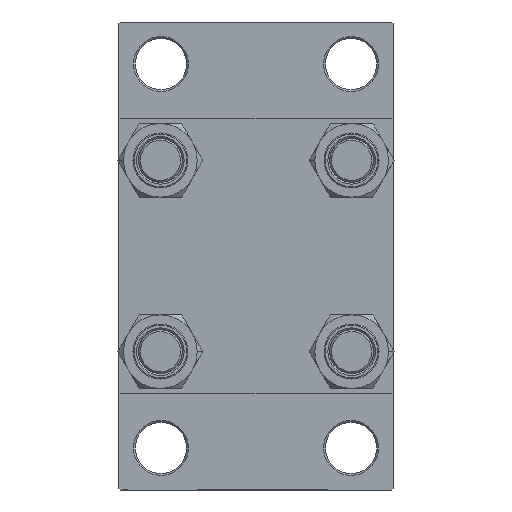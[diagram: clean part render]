
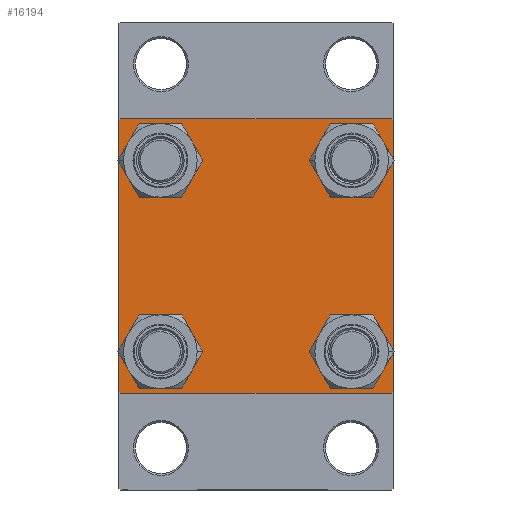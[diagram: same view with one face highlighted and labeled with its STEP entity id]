
A CAD part, left-side view. The second image highlights one B-rep face of the part: STEP entity #16194.
In plain terms, the highlighted planar face has unit normal (-1, 0, 0).
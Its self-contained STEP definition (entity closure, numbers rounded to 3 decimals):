
#54 = DIRECTION ( 'NONE',  ( 1., 0., 0. ) ) ;
#900 = EDGE_LOOP ( 'NONE', ( #41198, #13424 ) ) ;
#1566 = ORIENTED_EDGE ( 'NONE', *, *, #18605, .T. ) ;
#1697 = DIRECTION ( 'NONE',  ( 1., 0., 0. ) ) ;
#1882 = DIRECTION ( 'NONE',  ( 0., -1., 0. ) ) ;
#1901 = EDGE_CURVE ( 'NONE', #40726, #8310, #12636, .T. ) ;
#2466 = EDGE_CURVE ( 'NONE', #39417, #33451, #47126, .T. ) ;
#2589 = LINE ( 'NONE', #28176, #19974 ) ;
#2853 = EDGE_CURVE ( 'NONE', #12908, #26490, #34796, .T. ) ;
#2873 = EDGE_CURVE ( 'NONE', #39417, #26446, #14618, .T. ) ;
#3146 = AXIS2_PLACEMENT_3D ( 'NONE', #28668, #43641, #43171 ) ;
#3176 = CARTESIAN_POINT ( 'NONE',  ( 0., -26.15, -26.15 ) ) ;
#3566 = EDGE_CURVE ( 'NONE', #37252, #33739, #3568, .T. ) ;
#3568 = CIRCLE ( 'NONE', #33300, 6.5 ) ;
#3814 = CARTESIAN_POINT ( 'NONE',  ( 0., 0., 0. ) ) ;
#4490 = VERTEX_POINT ( 'NONE', #45257 ) ;
#4520 = DIRECTION ( 'NONE',  ( 0., 0., -1. ) ) ;
#4868 = DIRECTION ( 'NONE',  ( 0., 0., -1. ) ) ;
#5739 = EDGE_CURVE ( 'NONE', #26490, #12908, #24212, .T. ) ;
#6179 = AXIS2_PLACEMENT_3D ( 'NONE', #3814, #21752, #43894 ) ;
#6377 = CARTESIAN_POINT ( 'NONE',  ( 0., -26.15, -26.15 ) ) ;
#6486 = CARTESIAN_POINT ( 'NONE',  ( 0., 37.5, 37.5 ) ) ;
#7254 = DIRECTION ( 'NONE',  ( 1., 0., 0. ) ) ;
#7615 = PLANE ( 'NONE',  #6179 ) ;
#7701 = CARTESIAN_POINT ( 'NONE',  ( 0., 37., 37.5 ) ) ;
#7848 = FACE_BOUND ( 'NONE', #22875, .T. ) ;
#8310 = VERTEX_POINT ( 'NONE', #15370 ) ;
#8562 = CARTESIAN_POINT ( 'NONE',  ( 0., -37.5, 37.5 ) ) ;
#10242 = DIRECTION ( 'NONE',  ( 0., 0., 1. ) ) ;
#10657 = EDGE_CURVE ( 'NONE', #20372, #46706, #28337, .T. ) ;
#11490 = VERTEX_POINT ( 'NONE', #25119 ) ;
#11628 = CARTESIAN_POINT ( 'NONE',  ( 0., 37.5, 37. ) ) ;
#11690 = DIRECTION ( 'NONE',  ( 0., 0.707, 0.707 ) ) ;
#11848 = AXIS2_PLACEMENT_3D ( 'NONE', #28840, #43339, #40006 ) ;
#12481 = ORIENTED_EDGE ( 'NONE', *, *, #15406, .T. ) ;
#12636 = CIRCLE ( 'NONE', #39306, 6.5 ) ;
#12908 = VERTEX_POINT ( 'NONE', #36802 ) ;
#12953 = ORIENTED_EDGE ( 'NONE', *, *, #31231, .F. ) ;
#13214 = VECTOR ( 'NONE', #11690, 1000. ) ;
#13424 = ORIENTED_EDGE ( 'NONE', *, *, #5739, .T. ) ;
#13508 = DIRECTION ( 'NONE',  ( 0., -0.707, -0.707 ) ) ;
#14129 = CIRCLE ( 'NONE', #11848, 6.5 ) ;
#14322 = ORIENTED_EDGE ( 'NONE', *, *, #28542, .T. ) ;
#14618 = LINE ( 'NONE', #6486, #24903 ) ;
#15370 = CARTESIAN_POINT ( 'NONE',  ( 0., 26.15, 19.65 ) ) ;
#15406 = EDGE_CURVE ( 'NONE', #4490, #38316, #43528, .T. ) ;
#15547 = CARTESIAN_POINT ( 'NONE',  ( 0., -37.5, 37. ) ) ;
#16071 = VERTEX_POINT ( 'NONE', #15547 ) ;
#16194 = ADVANCED_FACE ( 'NONE', ( #33182, #40326, #29156, #7848, #28925 ), #7615, .T. ) ;
#16933 = CARTESIAN_POINT ( 'NONE',  ( 0., 26.15, 32.65 ) ) ;
#17259 = DIRECTION ( 'NONE',  ( 1., 0., 0. ) ) ;
#17315 = DIRECTION ( 'NONE',  ( 0., 0.707, -0.707 ) ) ;
#18015 = ORIENTED_EDGE ( 'NONE', *, *, #2466, .T. ) ;
#18230 = DIRECTION ( 'NONE',  ( 0., 0., 1. ) ) ;
#18478 = EDGE_CURVE ( 'NONE', #38316, #4490, #26966, .T. ) ;
#18547 = EDGE_CURVE ( 'NONE', #11490, #40534, #37349, .T. ) ;
#18605 = EDGE_CURVE ( 'NONE', #33451, #20372, #37582, .T. ) ;
#18981 = CARTESIAN_POINT ( 'NONE',  ( 0., -37.25, -37.25 ) ) ;
#19139 = EDGE_CURVE ( 'NONE', #16071, #26446, #44374, .T. ) ;
#19314 = VECTOR ( 'NONE', #33070, 1000. ) ;
#19543 = AXIS2_PLACEMENT_3D ( 'NONE', #43243, #17259, #24455 ) ;
#19974 = VECTOR ( 'NONE', #1882, 1000. ) ;
#20193 = EDGE_LOOP ( 'NONE', ( #38659, #32493 ) ) ;
#20372 = VERTEX_POINT ( 'NONE', #31035 ) ;
#20902 = CARTESIAN_POINT ( 'NONE',  ( 0., -37.5, -37. ) ) ;
#21410 = CARTESIAN_POINT ( 'NONE',  ( 0., 37.25, -37.25 ) ) ;
#21653 = CARTESIAN_POINT ( 'NONE',  ( 0., 26.15, -19.65 ) ) ;
#21752 = DIRECTION ( 'NONE',  ( -1., 0., 0. ) ) ;
#22346 = CARTESIAN_POINT ( 'NONE',  ( 0., 37.5, 37.5 ) ) ;
#22702 = LINE ( 'NONE', #8562, #43169 ) ;
#22875 = EDGE_LOOP ( 'NONE', ( #46238, #14322 ) ) ;
#23892 = AXIS2_PLACEMENT_3D ( 'NONE', #46654, #7254, #28563 ) ;
#24212 = CIRCLE ( 'NONE', #31799, 6.5 ) ;
#24455 = DIRECTION ( 'NONE',  ( 0., 0., 1. ) ) ;
#24840 = ORIENTED_EDGE ( 'NONE', *, *, #10657, .T. ) ;
#24903 = VECTOR ( 'NONE', #43002, 1000. ) ;
#25119 = CARTESIAN_POINT ( 'NONE',  ( 0., -37., -37.5 ) ) ;
#25174 = DIRECTION ( 'NONE',  ( 1., 0., 0. ) ) ;
#25430 = VECTOR ( 'NONE', #4868, 1000. ) ;
#25730 = ORIENTED_EDGE ( 'NONE', *, *, #18478, .T. ) ;
#25820 = CARTESIAN_POINT ( 'NONE',  ( 0., -37.25, 37.25 ) ) ;
#25849 = ORIENTED_EDGE ( 'NONE', *, *, #18547, .T. ) ;
#25885 = CARTESIAN_POINT ( 'NONE',  ( 0., -26.15, 26.15 ) ) ;
#26446 = VERTEX_POINT ( 'NONE', #46431 ) ;
#26490 = VERTEX_POINT ( 'NONE', #32369 ) ;
#26966 = CIRCLE ( 'NONE', #23892, 6.5 ) ;
#27110 = CARTESIAN_POINT ( 'NONE',  ( 0., -26.15, -19.65 ) ) ;
#27320 = VECTOR ( 'NONE', #13508, 1000. ) ;
#27640 = CIRCLE ( 'NONE', #46632, 6.5 ) ;
#28176 = CARTESIAN_POINT ( 'NONE',  ( 0., 37.5, -37.5 ) ) ;
#28337 = LINE ( 'NONE', #21410, #27320 ) ;
#28542 = EDGE_CURVE ( 'NONE', #8310, #40726, #14129, .T. ) ;
#28563 = DIRECTION ( 'NONE',  ( 0., 0., 1. ) ) ;
#28668 = CARTESIAN_POINT ( 'NONE',  ( 0., 26.15, -26.15 ) ) ;
#28840 = CARTESIAN_POINT ( 'NONE',  ( 0., 26.15, 26.15 ) ) ;
#28925 = FACE_OUTER_BOUND ( 'NONE', #45868, .T. ) ;
#29156 = FACE_BOUND ( 'NONE', #44654, .T. ) ;
#30301 = ORIENTED_EDGE ( 'NONE', *, *, #19139, .T. ) ;
#31035 = CARTESIAN_POINT ( 'NONE',  ( 0., 37.5, -37. ) ) ;
#31231 = EDGE_CURVE ( 'NONE', #16071, #40534, #22702, .T. ) ;
#31799 = AXIS2_PLACEMENT_3D ( 'NONE', #25885, #54, #18230 ) ;
#32369 = CARTESIAN_POINT ( 'NONE',  ( 0., -26.15, 19.65 ) ) ;
#32493 = ORIENTED_EDGE ( 'NONE', *, *, #3566, .T. ) ;
#33070 = DIRECTION ( 'NONE',  ( 0., -0.707, 0.707 ) ) ;
#33182 = FACE_BOUND ( 'NONE', #900, .T. ) ;
#33300 = AXIS2_PLACEMENT_3D ( 'NONE', #3176, #25174, #35649 ) ;
#33451 = VERTEX_POINT ( 'NONE', #11628 ) ;
#33739 = VERTEX_POINT ( 'NONE', #27110 ) ;
#33908 = CARTESIAN_POINT ( 'NONE',  ( 0., 37., -37.5 ) ) ;
#34415 = DIRECTION ( 'NONE',  ( 0., 0., 1. ) ) ;
#34796 = CIRCLE ( 'NONE', #19543, 6.5 ) ;
#35335 = DIRECTION ( 'NONE',  ( 1., 0., 0. ) ) ;
#35649 = DIRECTION ( 'NONE',  ( 0., 0., 1. ) ) ;
#36288 = VECTOR ( 'NONE', #17315, 1000. ) ;
#36802 = CARTESIAN_POINT ( 'NONE',  ( 0., -26.15, 32.65 ) ) ;
#37252 = VERTEX_POINT ( 'NONE', #38539 ) ;
#37349 = LINE ( 'NONE', #18981, #19314 ) ;
#37582 = LINE ( 'NONE', #22346, #25430 ) ;
#37893 = ORIENTED_EDGE ( 'NONE', *, *, #2873, .F. ) ;
#38316 = VERTEX_POINT ( 'NONE', #21653 ) ;
#38440 = CARTESIAN_POINT ( 'NONE',  ( 0., 26.15, 26.15 ) ) ;
#38539 = CARTESIAN_POINT ( 'NONE',  ( 0., -26.15, -32.65 ) ) ;
#38659 = ORIENTED_EDGE ( 'NONE', *, *, #44533, .T. ) ;
#39306 = AXIS2_PLACEMENT_3D ( 'NONE', #38440, #35335, #10242 ) ;
#39417 = VERTEX_POINT ( 'NONE', #7701 ) ;
#40006 = DIRECTION ( 'NONE',  ( 0., 0., 1. ) ) ;
#40326 = FACE_BOUND ( 'NONE', #20193, .T. ) ;
#40534 = VERTEX_POINT ( 'NONE', #20902 ) ;
#40726 = VERTEX_POINT ( 'NONE', #16933 ) ;
#41198 = ORIENTED_EDGE ( 'NONE', *, *, #2853, .T. ) ;
#42390 = ORIENTED_EDGE ( 'NONE', *, *, #45603, .T. ) ;
#43002 = DIRECTION ( 'NONE',  ( 0., -1., 0. ) ) ;
#43169 = VECTOR ( 'NONE', #4520, 1000. ) ;
#43171 = DIRECTION ( 'NONE',  ( 0., 0., 1. ) ) ;
#43243 = CARTESIAN_POINT ( 'NONE',  ( 0., -26.15, 26.15 ) ) ;
#43297 = CARTESIAN_POINT ( 'NONE',  ( 0., 37.25, 37.25 ) ) ;
#43339 = DIRECTION ( 'NONE',  ( 1., 0., 0. ) ) ;
#43528 = CIRCLE ( 'NONE', #3146, 6.5 ) ;
#43641 = DIRECTION ( 'NONE',  ( 1., 0., 0. ) ) ;
#43894 = DIRECTION ( 'NONE',  ( 0., 0., 1. ) ) ;
#44374 = LINE ( 'NONE', #25820, #13214 ) ;
#44533 = EDGE_CURVE ( 'NONE', #33739, #37252, #27640, .T. ) ;
#44654 = EDGE_LOOP ( 'NONE', ( #25730, #12481 ) ) ;
#45257 = CARTESIAN_POINT ( 'NONE',  ( 0., 26.15, -32.65 ) ) ;
#45603 = EDGE_CURVE ( 'NONE', #46706, #11490, #2589, .T. ) ;
#45868 = EDGE_LOOP ( 'NONE', ( #1566, #24840, #42390, #25849, #12953, #30301, #37893, #18015 ) ) ;
#46238 = ORIENTED_EDGE ( 'NONE', *, *, #1901, .T. ) ;
#46431 = CARTESIAN_POINT ( 'NONE',  ( 0., -37., 37.5 ) ) ;
#46632 = AXIS2_PLACEMENT_3D ( 'NONE', #6377, #1697, #34415 ) ;
#46654 = CARTESIAN_POINT ( 'NONE',  ( 0., 26.15, -26.15 ) ) ;
#46706 = VERTEX_POINT ( 'NONE', #33908 ) ;
#47126 = LINE ( 'NONE', #43297, #36288 ) ;
